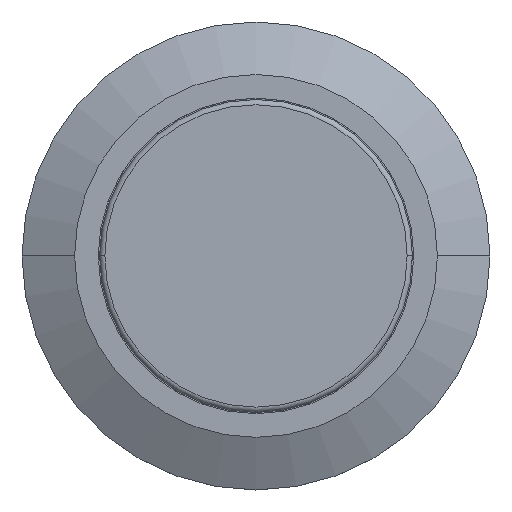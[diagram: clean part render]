
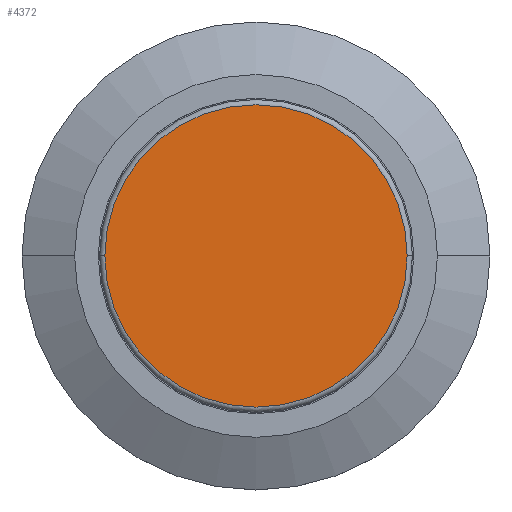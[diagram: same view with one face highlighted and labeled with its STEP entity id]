
A CAD part, top view. The second image highlights one B-rep face of the part: STEP entity #4372.
In plain terms, the highlighted planar face has unit normal (0, 0, 1).
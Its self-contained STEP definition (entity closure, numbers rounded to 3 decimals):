
#278 = DIRECTION ( 'NONE',  ( 1., 0., 0. ) ) ;
#1127 = ORIENTED_EDGE ( 'NONE', *, *, #1620, .T. ) ;
#1280 = CARTESIAN_POINT ( 'NONE',  ( -5.75, 0., 1.6 ) ) ;
#1334 = PLANE ( 'NONE',  #2258 ) ;
#1347 = ORIENTED_EDGE ( 'NONE', *, *, #3896, .T. ) ;
#1620 = EDGE_CURVE ( 'NONE', #3297, #4392, #6492, .T. ) ;
#1826 = CARTESIAN_POINT ( 'NONE',  ( 0., 0., 1.6 ) ) ;
#2258 = AXIS2_PLACEMENT_3D ( 'NONE', #1826, #5060, #2326 ) ;
#2326 = DIRECTION ( 'NONE',  ( 1., 0., 0. ) ) ;
#2958 = CARTESIAN_POINT ( 'NONE',  ( 0., 0., 1.6 ) ) ;
#2999 = EDGE_LOOP ( 'NONE', ( #1347, #1127 ) ) ;
#3297 = VERTEX_POINT ( 'NONE', #1280 ) ;
#3896 = EDGE_CURVE ( 'NONE', #4392, #3297, #4657, .T. ) ;
#4175 = FACE_OUTER_BOUND ( 'NONE', #2999, .T. ) ;
#4237 = CARTESIAN_POINT ( 'NONE',  ( 0., 0., 1.6 ) ) ;
#4372 = ADVANCED_FACE ( 'NONE', ( #4175 ), #1334, .T. ) ;
#4392 = VERTEX_POINT ( 'NONE', #6841 ) ;
#4657 = CIRCLE ( 'NONE', #6463, 5.75 ) ;
#4735 = DIRECTION ( 'NONE',  ( 0., 0., 1. ) ) ;
#5016 = AXIS2_PLACEMENT_3D ( 'NONE', #4237, #4735, #6427 ) ;
#5060 = DIRECTION ( 'NONE',  ( 0., 0., 1. ) ) ;
#6427 = DIRECTION ( 'NONE',  ( 1., 0., 0. ) ) ;
#6463 = AXIS2_PLACEMENT_3D ( 'NONE', #2958, #6780, #278 ) ;
#6492 = CIRCLE ( 'NONE', #5016, 5.75 ) ;
#6780 = DIRECTION ( 'NONE',  ( 0., 0., 1. ) ) ;
#6841 = CARTESIAN_POINT ( 'NONE',  ( 5.75, 0., 1.6 ) ) ;
